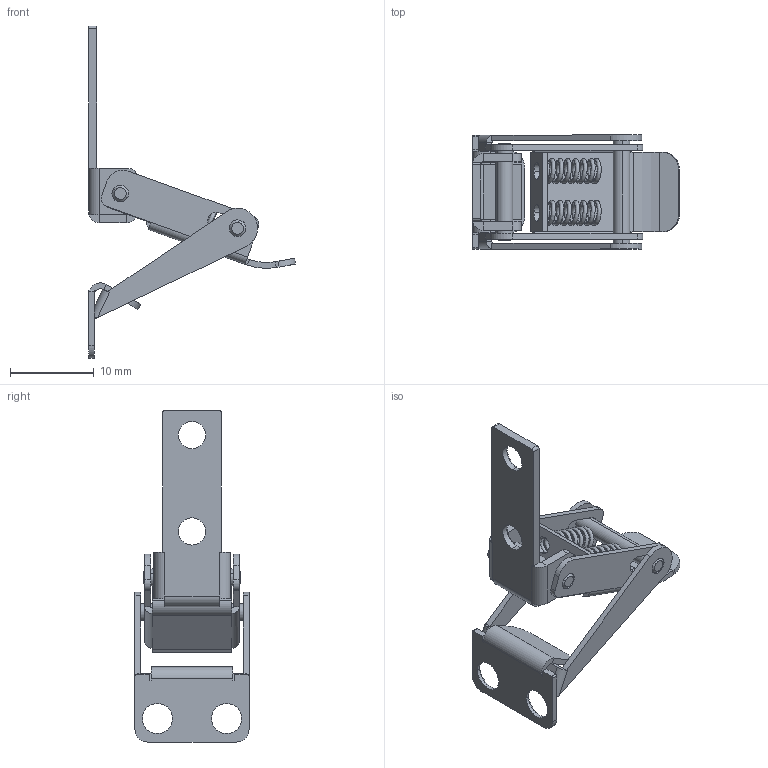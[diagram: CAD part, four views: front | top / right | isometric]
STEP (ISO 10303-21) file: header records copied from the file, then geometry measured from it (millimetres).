
FILE_DESCRIPTION (( 'STEP AP214' ), '1' );
FILE_NAME ('4027 Draw Latch Mini 304 SS 28mm.STEP', '2022-04-10T22:47:50', ( '' ), ( '' ), 'SwSTEP 2.0', 'SolidWorks 2021', '' );
FILE_SCHEMA (( 'AUTOMOTIVE_DESIGN' ));
Length unit declared in the file: millimetre
Products named in the file (8): 4027 Draw Latch Mini 304 SS 28mm Strike. SLDPRT; 4027 Draw Latch Mini 304 SS 28mm lever; 4027 Draw Latch Mini 304 SS 28mm 2x11 pin; 4027 Draw Latch Mini 304 SS 28mm 2x13 pin; 4027 Draw Latch Mini 304 SS 28mm clip; 4027 Draw Latch Mini 304 SS 28mm Spring. SLDPRT; 4027 Draw Latch Mini 304 SS 28mm; 4027 Draw Latch Mini 304 SS 28mm Base mount
Assembly tree (8 placements, depth 2):
  4027 Draw Latch Mini 304 SS 28mm
    4027 Draw Latch Mini 304 SS 28mm lever
    4027 Draw Latch Mini 304 SS 28mm Base mount
    4027 Draw Latch Mini 304 SS 28mm clip
    4027 Draw Latch Mini 304 SS 28mm 2x11 pin
    4027 Draw Latch Mini 304 SS 28mm 2x13 pin
    4027 Draw Latch Mini 304 SS 28mm Spring. SLDPRT  x2
    4027 Draw Latch Mini 304 SS 28mm Strike. SLDPRT
Bounding box: 24.7 x 13.8 x 39.62 mm (x, y, z)
Volume: 846.8 mm3; surface area: 2668.4 mm2
Topology: 8 solids, 8 shells, 224 faces, 528 edges, 320 vertices
Faces by surface type: plane 124, cylinder 76, cone 16, bspline 8
Entity records: 8972 total; most frequent: CARTESIAN_POINT 3503, DIRECTION 1120, ORIENTED_EDGE 1032, EDGE_CURVE 516, AXIS2_PLACEMENT_3D 399, VECTOR 322, LINE 322, VERTEX_POINT 312
